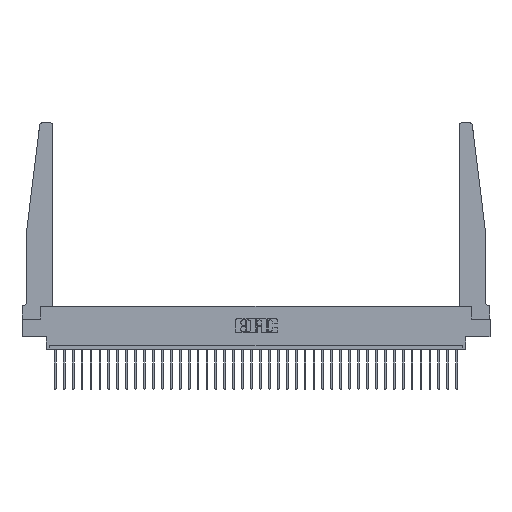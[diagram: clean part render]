
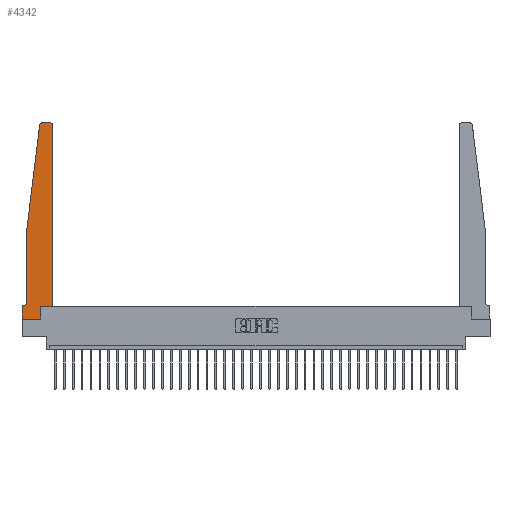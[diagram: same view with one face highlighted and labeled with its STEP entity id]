
A CAD part, top view. The second image highlights one B-rep face of the part: STEP entity #4342.
In plain terms, the highlighted planar face has unit normal (0, 0, 1).
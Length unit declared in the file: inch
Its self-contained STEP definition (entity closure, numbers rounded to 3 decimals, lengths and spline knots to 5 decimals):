
#84 = EDGE_CURVE ( 'NONE', #27026, #11972, #20359, .T. ) ;
#162 = CIRCLE ( 'NONE', #4460, 0.05 ) ;
#294 = EDGE_CURVE ( 'NONE', #17166, #31742, #16458, .T. ) ;
#413 = CARTESIAN_POINT ( 'NONE',  ( 0.065, 0.1875, 0.37 ) ) ;
#684 = EDGE_CURVE ( 'NONE', #22087, #23002, #5453, .T. ) ;
#779 = EDGE_CURVE ( 'NONE', #11972, #16120, #23592, .T. ) ;
#1527 = EDGE_CURVE ( 'NONE', #23002, #7334, #162, .T. ) ;
#2290 = EDGE_CURVE ( 'NONE', #9211, #17166, #3882, .T. ) ;
#2666 = DIRECTION ( 'NONE',  ( 0., 0., 1. ) ) ;
#2724 = ORIENTED_EDGE ( 'NONE', *, *, #11735, .T. ) ;
#2961 = ORIENTED_EDGE ( 'NONE', *, *, #29631, .T. ) ;
#3414 = CIRCLE ( 'NONE', #6631, 0.03 ) ;
#3525 = CARTESIAN_POINT ( 'NONE',  ( 0.425, 0.18, 0.37 ) ) ;
#3751 = VECTOR ( 'NONE', #31490, 39.37008 ) ;
#3832 = CARTESIAN_POINT ( 'NONE',  ( 0.425, 0.18, 0.37 ) ) ;
#3882 = LINE ( 'NONE', #11827, #8791 ) ;
#3916 = DIRECTION ( 'NONE',  ( 0., 0., 1. ) ) ;
#4138 = EDGE_CURVE ( 'NONE', #25774, #27026, #3414, .T. ) ;
#4317 = CARTESIAN_POINT ( 'NONE',  ( 0.065, 1.25, 0.37 ) ) ;
#4342 = ADVANCED_FACE ( 'NONE', ( #20874 ), #15333, .T. ) ;
#4460 = AXIS2_PLACEMENT_3D ( 'NONE', #30150, #7003, #4479 ) ;
#4479 = DIRECTION ( 'NONE',  ( -1., 0., 0. ) ) ;
#4661 = EDGE_CURVE ( 'NONE', #16120, #22087, #16813, .T. ) ;
#4878 = ORIENTED_EDGE ( 'NONE', *, *, #25126, .T. ) ;
#5453 = LINE ( 'NONE', #28919, #33220 ) ;
#5457 = VERTEX_POINT ( 'NONE', #20947 ) ;
#5778 = DIRECTION ( 'NONE',  ( 0., -1., 0. ) ) ;
#6041 = LINE ( 'NONE', #27146, #7982 ) ;
#6099 = DIRECTION ( 'NONE',  ( -1., 0., 0. ) ) ;
#6173 = AXIS2_PLACEMENT_3D ( 'NONE', #10263, #2666, #30700 ) ;
#6233 = CARTESIAN_POINT ( 'NONE',  ( 0.425, 2.72, 0.37 ) ) ;
#6374 = DIRECTION ( 'NONE',  ( 0., -1., 0. ) ) ;
#6631 = AXIS2_PLACEMENT_3D ( 'NONE', #29691, #17364, #27666 ) ;
#6751 = DIRECTION ( 'NONE',  ( 1., 0., 0. ) ) ;
#7003 = DIRECTION ( 'NONE',  ( 0., 0., -1. ) ) ;
#7334 = VERTEX_POINT ( 'NONE', #7389 ) ;
#7389 = CARTESIAN_POINT ( 'NONE',  ( 0.015, 0.1875, 0.37 ) ) ;
#7982 = VECTOR ( 'NONE', #6374, 39.37008 ) ;
#8760 = ORIENTED_EDGE ( 'NONE', *, *, #30803, .T. ) ;
#8791 = VECTOR ( 'NONE', #6751, 39.37008 ) ;
#9211 = VERTEX_POINT ( 'NONE', #31836 ) ;
#9619 = ORIENTED_EDGE ( 'NONE', *, *, #779, .T. ) ;
#10236 = DIRECTION ( 'NONE',  ( -1., 0., 0. ) ) ;
#10263 = CARTESIAN_POINT ( 'NONE',  ( 0., 0.1875, 0.37 ) ) ;
#11687 = ORIENTED_EDGE ( 'NONE', *, *, #2290, .T. ) ;
#11735 = EDGE_CURVE ( 'NONE', #5457, #9211, #6041, .T. ) ;
#11827 = CARTESIAN_POINT ( 'NONE',  ( 0., 0., 0.37 ) ) ;
#11972 = VERTEX_POINT ( 'NONE', #15007 ) ;
#13757 = CARTESIAN_POINT ( 'NONE',  ( 0.2605, 0.18, 0.37 ) ) ;
#15007 = CARTESIAN_POINT ( 'NONE',  ( 0.27653, 2.75, 0.37 ) ) ;
#15333 = PLANE ( 'NONE',  #6173 ) ;
#15373 = CARTESIAN_POINT ( 'NONE',  ( 0.24675, 2.72367, 0.37 ) ) ;
#15739 = VECTOR ( 'NONE', #6099, 39.37008 ) ;
#15833 = EDGE_LOOP ( 'NONE', ( #25976, #9619, #25016, #22528, #15960, #4878, #2724, #11687, #22691, #2961, #8760, #30638 ) ) ;
#15960 = ORIENTED_EDGE ( 'NONE', *, *, #1527, .T. ) ;
#16120 = VERTEX_POINT ( 'NONE', #15373 ) ;
#16458 = LINE ( 'NONE', #13757, #3751 ) ;
#16813 = LINE ( 'NONE', #4317, #18508 ) ;
#16880 = CARTESIAN_POINT ( 'NONE',  ( 0.395, 2.75, 0.37 ) ) ;
#17121 = AXIS2_PLACEMENT_3D ( 'NONE', #27218, #3916, #27399 ) ;
#17166 = VERTEX_POINT ( 'NONE', #29812 ) ;
#17364 = DIRECTION ( 'NONE',  ( 0., 0., 1. ) ) ;
#18508 = VECTOR ( 'NONE', #24412, 39.37008 ) ;
#18600 = CARTESIAN_POINT ( 'NONE',  ( 0.2605, 0.18, 0.37 ) ) ;
#19050 = LINE ( 'NONE', #3525, #27894 ) ;
#19393 = CARTESIAN_POINT ( 'NONE',  ( 0.065, 0.2375, 0.37 ) ) ;
#20359 = LINE ( 'NONE', #28130, #24752 ) ;
#20874 = FACE_OUTER_BOUND ( 'NONE', #15833, .T. ) ;
#20947 = CARTESIAN_POINT ( 'NONE',  ( 0., 0.1875, 0.37 ) ) ;
#21877 = CARTESIAN_POINT ( 'NONE',  ( 0.425, 0.18, 0.37 ) ) ;
#22087 = VERTEX_POINT ( 'NONE', #30706 ) ;
#22528 = ORIENTED_EDGE ( 'NONE', *, *, #684, .T. ) ;
#22691 = ORIENTED_EDGE ( 'NONE', *, *, #294, .T. ) ;
#23002 = VERTEX_POINT ( 'NONE', #19393 ) ;
#23592 = CIRCLE ( 'NONE', #17121, 0.03 ) ;
#24034 = VECTOR ( 'NONE', #32014, 39.37008 ) ;
#24412 = DIRECTION ( 'NONE',  ( -0.122, -0.992, 0. ) ) ;
#24752 = VECTOR ( 'NONE', #10236, 39.37008 ) ;
#25016 = ORIENTED_EDGE ( 'NONE', *, *, #4661, .T. ) ;
#25126 = EDGE_CURVE ( 'NONE', #7334, #5457, #29419, .T. ) ;
#25774 = VERTEX_POINT ( 'NONE', #6233 ) ;
#25976 = ORIENTED_EDGE ( 'NONE', *, *, #84, .T. ) ;
#25995 = LINE ( 'NONE', #21877, #24034 ) ;
#26492 = DIRECTION ( 'NONE',  ( 0., 1., 0. ) ) ;
#27026 = VERTEX_POINT ( 'NONE', #16880 ) ;
#27146 = CARTESIAN_POINT ( 'NONE',  ( 0., 0., 0.37 ) ) ;
#27218 = CARTESIAN_POINT ( 'NONE',  ( 0.27653, 2.72, 0.37 ) ) ;
#27399 = DIRECTION ( 'NONE',  ( 1., 0., 0. ) ) ;
#27473 = VERTEX_POINT ( 'NONE', #3832 ) ;
#27666 = DIRECTION ( 'NONE',  ( 1., 0., 0. ) ) ;
#27894 = VECTOR ( 'NONE', #26492, 39.37008 ) ;
#28130 = CARTESIAN_POINT ( 'NONE',  ( 0.25, 2.75, 0.37 ) ) ;
#28919 = CARTESIAN_POINT ( 'NONE',  ( 0.065, 1.25, 0.37 ) ) ;
#29419 = LINE ( 'NONE', #413, #15739 ) ;
#29631 = EDGE_CURVE ( 'NONE', #31742, #27473, #25995, .T. ) ;
#29691 = CARTESIAN_POINT ( 'NONE',  ( 0.395, 2.72, 0.37 ) ) ;
#29812 = CARTESIAN_POINT ( 'NONE',  ( 0.2605, 0., 0.37 ) ) ;
#30150 = CARTESIAN_POINT ( 'NONE',  ( 0.015, 0.2375, 0.37 ) ) ;
#30638 = ORIENTED_EDGE ( 'NONE', *, *, #4138, .T. ) ;
#30700 = DIRECTION ( 'NONE',  ( 1., 0., 0. ) ) ;
#30706 = CARTESIAN_POINT ( 'NONE',  ( 0.065, 1.25, 0.37 ) ) ;
#30803 = EDGE_CURVE ( 'NONE', #27473, #25774, #19050, .T. ) ;
#31490 = DIRECTION ( 'NONE',  ( 0., 1., 0. ) ) ;
#31742 = VERTEX_POINT ( 'NONE', #18600 ) ;
#31836 = CARTESIAN_POINT ( 'NONE',  ( 0., 0., 0.37 ) ) ;
#32014 = DIRECTION ( 'NONE',  ( 1., 0., 0. ) ) ;
#33220 = VECTOR ( 'NONE', #5778, 39.37008 ) ;
